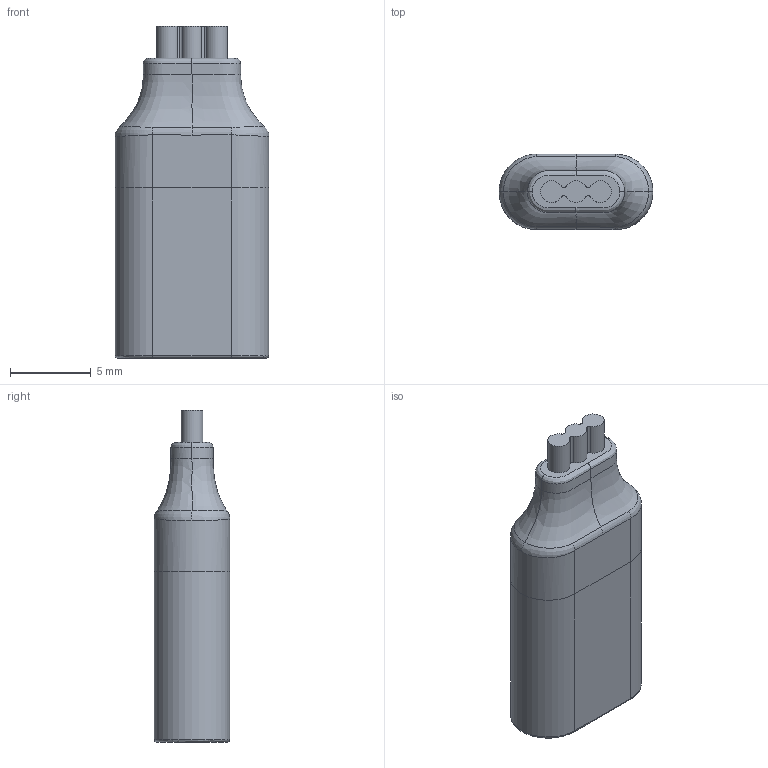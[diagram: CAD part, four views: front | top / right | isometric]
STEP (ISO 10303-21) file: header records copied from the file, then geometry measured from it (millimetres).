
FILE_DESCRIPTION(/* description */ (''),/* implementation_level */ '2;1');
FILE_NAME(/* name */ 'JACDAC Cable Connector for ALTIUM .step',/* time_stamp */ '2020-12-10T21:41:32+00:00',/* author */ (''),/* organization */ (''),/* preprocessor_version */ 'ST-DEVELOPER v18.1',/* originating_system */ 'Autodesk Translation Framework v9.7.1.1290',/* authorisation */ '');
FILE_SCHEMA (('AUTOMOTIVE_DESIGN { 1 0 10303 214 3 1 1 }'));
Length unit declared in the file: millimetre
Products named in the file (7): JACDAC Connector Full Assembly for ALTIUM Library; PRT0005; ASM0001_ASM (1); PRT0001 (1); PRT0004 (1); PRT0003 (1); PRT0002 (1)
Assembly tree (9 placements, depth 3):
  JACDAC Connector Full Assembly for ALTIUM Library
    PRT0005
    ASM0001_ASM (1)
      PRT0001 (1)
      PRT0003 (1)  x2
      PRT0002 (1)  x3
      PRT0004 (1)
Bounding box: 9.5 x 4.65 x 20.5 mm (x, y, z)
Volume: 561 mm3; surface area: 1196.8 mm2
Topology: 8 solids, 8 shells, 471 faces, 1362 edges, 898 vertices
Faces by surface type: plane 276, cylinder 173, bspline 20, torus 2
Entity records: 17616 total; most frequent: CARTESIAN_POINT 9195, ORIENTED_EDGE 1788, DIRECTION 1650, EDGE_CURVE 894, LINE 660, VECTOR 660, VERTEX_POINT 586, AXIS2_PLACEMENT_3D 495
